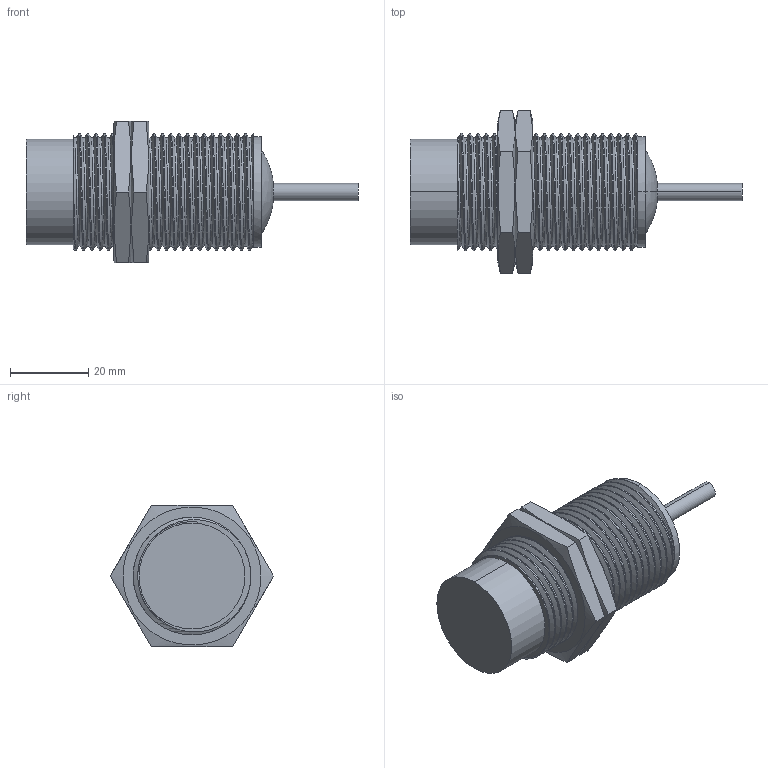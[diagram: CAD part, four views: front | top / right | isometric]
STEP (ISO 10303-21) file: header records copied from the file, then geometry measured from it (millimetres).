
FILE_DESCRIPTION (( 'STEP AP214' ), '1' );
FILE_NAME ('PXINDTRN30-15NO_3D.STEP', '2022-11-11T20:33:15', ( '' ), ( '' ), 'SwSTEP 2.0', 'SolidWorks 2022', '' );
FILE_SCHEMA (( 'AUTOMOTIVE_DESIGN' ));
Length unit declared in the file: inch
Products named in the file (1): PXINDTRN30-15NO_3D
Bounding box: 84.64 x 41.57 x 36 mm (x, y, z)
Volume: 42499 mm3; surface area: 12561.9 mm2
Topology: 2 solids, 2 shells, 82 faces, 218 edges, 146 vertices
Faces by surface type: cylinder 53, plane 20, bspline 9
Entity records: 8918 total; most frequent: CARTESIAN_POINT 6166, ORIENTED_EDGE 436, DIRECTION 258, EDGE_CURVE 218, VERTEX_POINT 146, AXIS2_PLACEMENT_3D 97, EDGE_LOOP 90, DIMENSIONAL_EXPONENTS 82
